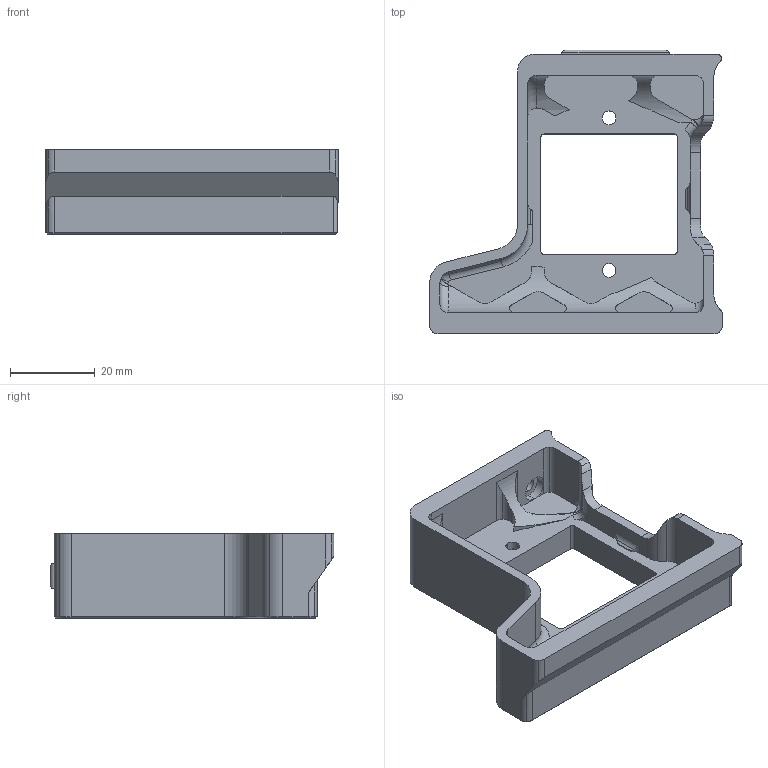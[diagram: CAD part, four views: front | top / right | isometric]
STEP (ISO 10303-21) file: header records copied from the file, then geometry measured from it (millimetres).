
FILE_DESCRIPTION (( 'STEP AP214' ), '1' );
FILE_NAME ('Side_Skirt_250_C14_Socket_a.STEP', '2023-01-15T22:48:04', ( '' ), ( '' ), 'SwSTEP 2.0', 'SolidWorks 2023', '' );
FILE_SCHEMA (( 'AUTOMOTIVE_DESIGN' ));
Length unit declared in the file: millimetre
Products named in the file (1): Side_Skirt_250_C14_Socket_a
Bounding box: 69 x 67 x 20 mm (x, y, z)
Volume: 25864.2 mm3; surface area: 13559.8 mm2
Topology: 1 solids, 1 shells, 244 faces, 660 edges, 420 vertices
Faces by surface type: cylinder 121, plane 86, cone 25, torus 6, bspline 6
Entity records: 8361 total; most frequent: CARTESIAN_POINT 2356, ORIENTED_EDGE 1318, DIRECTION 1207, EDGE_CURVE 659, AXIS2_PLACEMENT_3D 439, VERTEX_POINT 420, LINE 329, VECTOR 329
